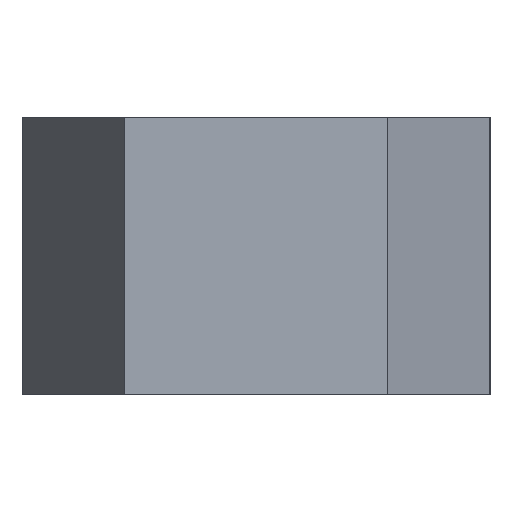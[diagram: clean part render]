
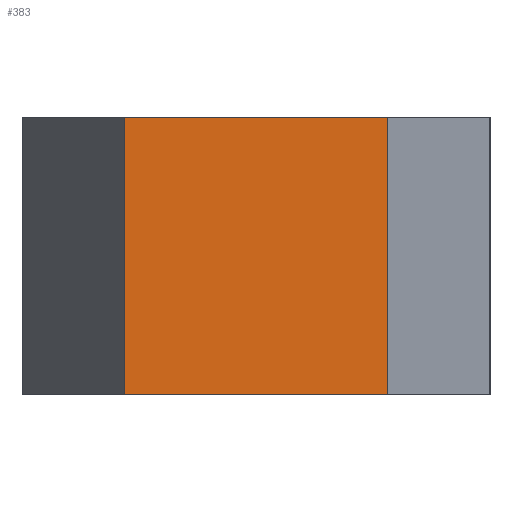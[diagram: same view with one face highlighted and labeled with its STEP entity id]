
A CAD part, left-side view. The second image highlights one B-rep face of the part: STEP entity #383.
In plain terms, the highlighted planar face has unit normal (-1, 0, 0).
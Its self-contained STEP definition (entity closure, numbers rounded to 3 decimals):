
#13 = DIRECTION ( 'NONE',  ( 0., 0., -1. ) ) ;
#20 = CARTESIAN_POINT ( 'NONE',  ( -62.5, -9., 19. ) ) ;
#56 = EDGE_CURVE ( 'NONE', #374, #146, #140, .T. ) ;
#79 = PLANE ( 'NONE',  #665 ) ;
#88 = ORIENTED_EDGE ( 'NONE', *, *, #394, .F. ) ;
#96 = EDGE_CURVE ( 'NONE', #298, #374, #428, .T. ) ;
#125 = VERTEX_POINT ( 'NONE', #182 ) ;
#126 = EDGE_LOOP ( 'NONE', ( #812, #88, #721, #575 ) ) ;
#140 = LINE ( 'NONE', #355, #205 ) ;
#146 = VERTEX_POINT ( 'NONE', #256 ) ;
#160 = DIRECTION ( 'NONE',  ( 1., 0., 0. ) ) ;
#182 = CARTESIAN_POINT ( 'NONE',  ( -62.5, -9., 19. ) ) ;
#199 = CARTESIAN_POINT ( 'NONE',  ( -62.5, -9., 19. ) ) ;
#205 = VECTOR ( 'NONE', #272, 1000. ) ;
#255 = VECTOR ( 'NONE', #370, 1000. ) ;
#256 = CARTESIAN_POINT ( 'NONE',  ( -62.5, -9., 0. ) ) ;
#272 = DIRECTION ( 'NONE',  ( 0., -1., 0. ) ) ;
#287 = CARTESIAN_POINT ( 'NONE',  ( -62.5, 9., 0. ) ) ;
#298 = VERTEX_POINT ( 'NONE', #779 ) ;
#355 = CARTESIAN_POINT ( 'NONE',  ( -62.5, -9., 0. ) ) ;
#370 = DIRECTION ( 'NONE',  ( 0., 0., -1. ) ) ;
#374 = VERTEX_POINT ( 'NONE', #287 ) ;
#383 = ADVANCED_FACE ( 'NONE', ( #832 ), #79, .F. ) ;
#394 = EDGE_CURVE ( 'NONE', #125, #146, #835, .T. ) ;
#413 = DIRECTION ( 'NONE',  ( 0., 0., -1. ) ) ;
#428 = LINE ( 'NONE', #687, #635 ) ;
#574 = CARTESIAN_POINT ( 'NONE',  ( -62.5, -9., 19. ) ) ;
#575 = ORIENTED_EDGE ( 'NONE', *, *, #96, .T. ) ;
#635 = VECTOR ( 'NONE', #413, 1000. ) ;
#651 = VECTOR ( 'NONE', #739, 1000. ) ;
#665 = AXIS2_PLACEMENT_3D ( 'NONE', #574, #160, #13 ) ;
#687 = CARTESIAN_POINT ( 'NONE',  ( -62.5, 9., 19. ) ) ;
#721 = ORIENTED_EDGE ( 'NONE', *, *, #884, .F. ) ;
#739 = DIRECTION ( 'NONE',  ( 0., -1., 0. ) ) ;
#779 = CARTESIAN_POINT ( 'NONE',  ( -62.5, 9., 19. ) ) ;
#812 = ORIENTED_EDGE ( 'NONE', *, *, #56, .T. ) ;
#832 = FACE_OUTER_BOUND ( 'NONE', #126, .T. ) ;
#835 = LINE ( 'NONE', #20, #255 ) ;
#853 = LINE ( 'NONE', #199, #651 ) ;
#884 = EDGE_CURVE ( 'NONE', #298, #125, #853, .T. ) ;
